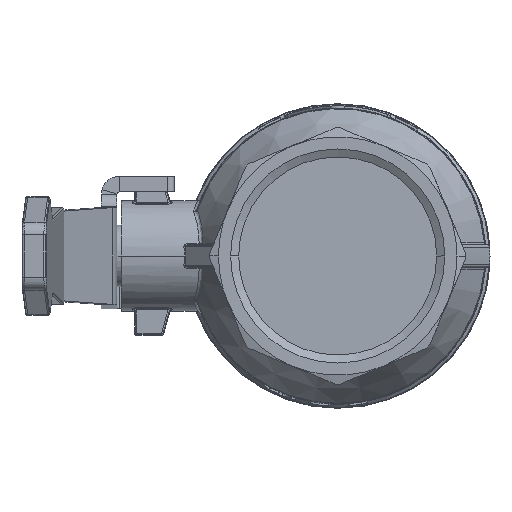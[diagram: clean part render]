
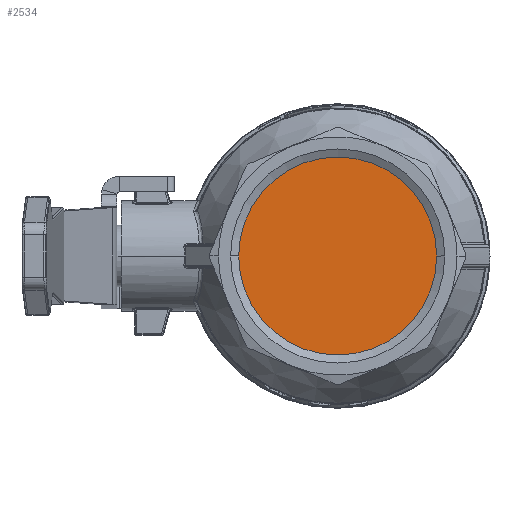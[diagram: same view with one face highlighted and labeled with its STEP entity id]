
A CAD part, left-side view. The second image highlights one B-rep face of the part: STEP entity #2534.
In plain terms, the highlighted planar face has unit normal (-1, 0, 0).
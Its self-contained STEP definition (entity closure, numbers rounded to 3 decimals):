
#2534=ADVANCED_FACE('',(#5627),#5628,.F.);
#5627=FACE_OUTER_BOUND('',#11661,.T.);
#5628=PLANE('',#11662);
#11661=EDGE_LOOP('',(#20643,#20644));
#11662=AXIS2_PLACEMENT_3D('',#20645,#20646,#20647);
#20643=ORIENTED_EDGE('',*,*,#27542,.T.);
#20644=ORIENTED_EDGE('',*,*,#25302,.T.);
#20645=CARTESIAN_POINT('',(-29.0,20.711,0.));
#20646=DIRECTION('',(1.0,0.0,0.0));
#20647=DIRECTION('',(0.0,1.0,0.0));
#25302=EDGE_CURVE('',#29753,#29757,#29759,.T.);
#27542=EDGE_CURVE('',#29757,#29753,#33039,.T.);
#29753=VERTEX_POINT('',#36439);
#29757=VERTEX_POINT('',#36444);
#29759=CIRCLE('',#36447,22.423);
#33039=CIRCLE('',#45432,22.423);
#36439=CARTESIAN_POINT('',(-29.0,22.423,0.));
#36444=CARTESIAN_POINT('',(-29.0,-22.423,0.0));
#36447=AXIS2_PLACEMENT_3D('',#50813,#50814,#50815);
#45432=AXIS2_PLACEMENT_3D('',#52891,#52892,#52893);
#50813=CARTESIAN_POINT('',(-29.0,0.,0.));
#50814=DIRECTION('',(-1.0,0.0,0.0));
#50815=DIRECTION('',(0.0,1.0,0.0));
#52891=CARTESIAN_POINT('',(-29.0,0.,0.));
#52892=DIRECTION('',(-1.0,0.0,0.0));
#52893=DIRECTION('',(0.0,1.0,0.0));
